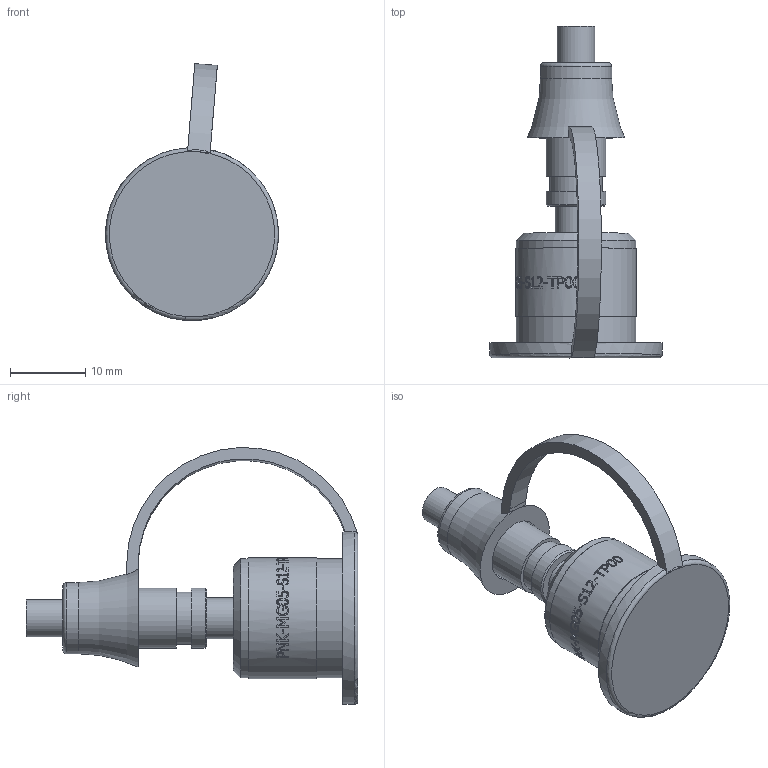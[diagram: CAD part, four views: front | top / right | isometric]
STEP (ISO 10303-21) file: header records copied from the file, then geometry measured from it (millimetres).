
FILE_DESCRIPTION(/* description */ (''),/* implementation_level */ '2;1');
FILE_NAME(/* name */ 'PNK-MG05-S12-TP00.stp',/* time_stamp */ '2025-01-07T09:56:49-03:00',/* author */ ('Jefferson'),/* organization */ (''),/* preprocessor_version */ 'ST-DEVELOPER v19',/* originating_system */ 'Autodesk Inventor 2023',/* authorisation */ '');
FILE_SCHEMA (('AUTOMOTIVE_DESIGN { 1 0 10303 214 3 1 1 }'));
Length unit declared in the file: millimetre
Products named in the file (6): PNK-MG05-S12-TP00; 910-1; 910_Valor predeterminado_Como usinado_; 22; 185; GUARDA PÓ DA MANGUEIRA DOBRADA-2
Assembly tree (5 placements, depth 3):
  PNK-MG05-S12-TP00
    910-1
      910_Valor predeterminado_Como usinado_
      22
      185
    GUARDA PÓ DA MANGUEIRA DOBRADA-2
Bounding box: 23 x 44.14 x 34.16 mm (x, y, z)
Volume: 4380 mm3; surface area: 5646.4 mm2
Topology: 5 solids, 5 shells, 337 faces, 848 edges, 558 vertices
Faces by surface type: plane 139, bspline 121, cylinder 53, cone 16, torus 8
Full cylindrical faces by diameter (mm): 1 x1, 1.5 x1, 2 x1, 2.2 x1, 3.3 x1, 3.5 x2, 4.4 x1, 4.6 x1, 5 x1, 5.3 x1, 5.5 x2, 5.8 x1, 7 x1, 7.93 x1, 8 x3, 8.5 x1, 9.5 x1, 13 x1, 14.5 x1, 15.9 x2, 16.1 x1, 23 x1
Entity records: 14079 total; most frequent: CARTESIAN_POINT 6343, ORIENTED_EDGE 1696, DIRECTION 1246, EDGE_CURVE 848, VERTEX_POINT 558, AXIS2_PLACEMENT_3D 432, EDGE_LOOP 384, LINE 382
